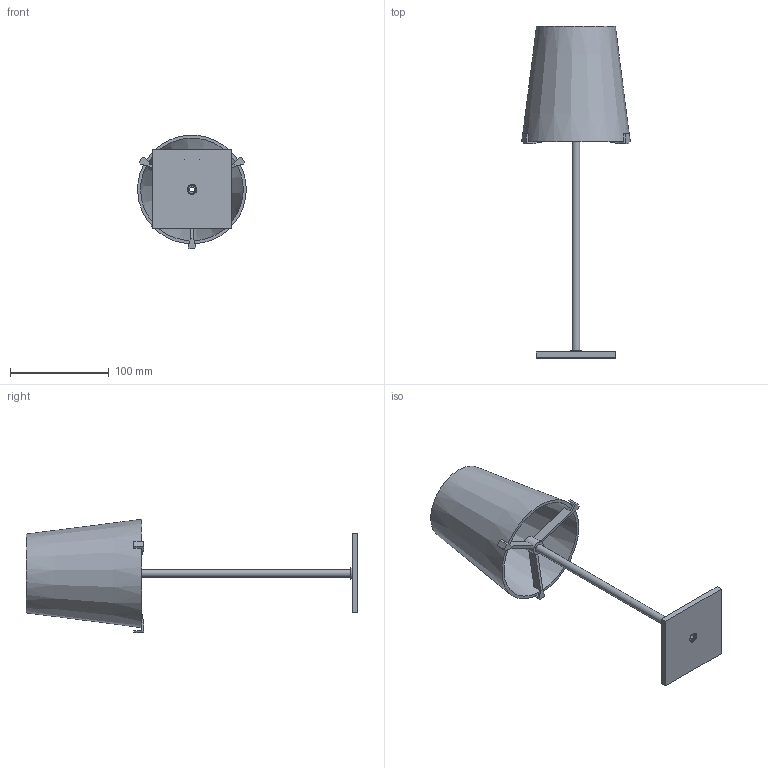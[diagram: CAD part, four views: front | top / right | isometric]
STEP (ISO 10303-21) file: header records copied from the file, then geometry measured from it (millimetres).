
FILE_DESCRIPTION(/* description */ (''),/* implementation_level */ '2;1');
FILE_NAME(/* name */ 'F350400150KBNE.stp',/* time_stamp */ '2020-01-13T14:37:26+01:00',/* author */ ('sghezzi'),/* organization */ (''),/* preprocessor_version */ 'ST-DEVELOPER v17.2',/* originating_system */ 'Autodesk Inventor 2019',/* authorisation */ '');
FILE_SCHEMA (('AUTOMOTIVE_DESIGN { 1 0 10303 214 3 1 1 }'));
Length unit declared in the file: millimetre
Products named in the file (5): F350400150KBNE; Parte1; Parte2; Parte3; Parte4
Assembly tree (4 placements, depth 2):
  F350400150KBNE
    Parte1
    Parte2
    Parte3
    Parte4
Bounding box: 109.92 x 336 x 114.83 mm (x, y, z)
Volume: 153090.5 mm3; surface area: 99681.3 mm2
Topology: 8 solids, 8 shells, 74 faces, 176 edges, 118 vertices
Faces by surface type: plane 59, cylinder 9, cone 6
Full cylindrical faces by diameter (mm): 3 x2, 5 x1, 8 x4, 12 x1, 14 x1
Entity records: 2367 total; most frequent: DIRECTION 388, CARTESIAN_POINT 375, ORIENTED_EDGE 348, EDGE_CURVE 174, AXIS2_PLACEMENT_3D 131, LINE 126, VECTOR 126, VERTEX_POINT 118
